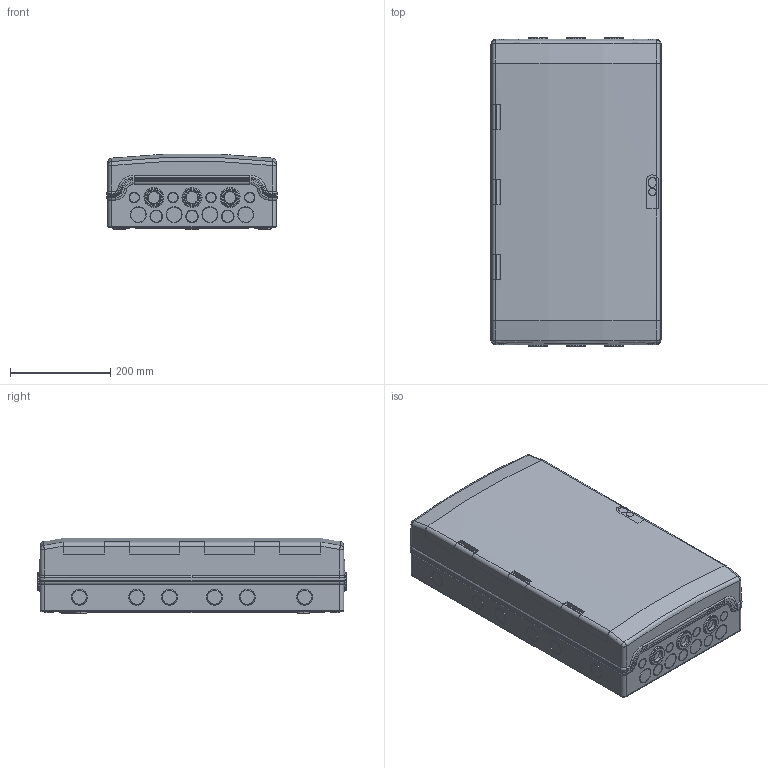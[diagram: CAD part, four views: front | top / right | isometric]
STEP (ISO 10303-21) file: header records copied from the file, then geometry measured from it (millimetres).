
FILE_DESCRIPTION (( 'STEP AP214' ), '1' );
FILE_NAME ('ﾙﾐﾍ-ﾏﾃ-36 IP65 (pb65-n-pg-36m).STEP', '2022-06-23T13:54:10', ( '' ), ( '' ), 'SwSTEP 2.0', 'SolidWorks 2021', '' );
FILE_SCHEMA (( 'AUTOMOTIVE_DESIGN' ));
Length unit declared in the file: millimetre
Products named in the file (12): DIN ðåéêà (pb65-n-pg-36m)_00; 体灬疣眄 忖钿 (pb65-n-pg-36m)_00; 侳緱鴇 瀁鋹膰豵鵨 (pb65-n-pg-36m)_00; Ïåòëÿ (pb65-n-pg-36m)_®¤­ ; Äåðæàòåëü (pb65-n-pg-36m)_00; Äåðæàòåëü øèíû (pb65-n-pg-36m)_00; ﾙﾐﾍ-ﾏﾃ-36 IP65 (pb65-n-pg-36m); ﾄ粢 (pb65-n-pg-36m)_00; Çàãëóøêà ïëàñòðîíà (pb65-n-pg-36m)_EKF_logo; Âåðõíèé ïîëóêîðïóñ (pb65-n-pg-36m)_00; Çàãëóøêà ïëàñòðîíà (pb65-n-pg-36m)_00; Äåðæàòåëü ðååê (pb65-n-pg-36m)
Assembly tree (30 placements, depth 2):
  ﾙﾐﾍ-ﾏﾃ-36 IP65 (pb65-n-pg-36m)
    侳緱鴇 瀁鋹膰豵鵨 (pb65-n-pg-36m)_00
    Âåðõíèé ïîëóêîðïóñ (pb65-n-pg-36m)_00
    ﾄ粢 (pb65-n-pg-36m)_00
    Äåðæàòåëü ðååê (pb65-n-pg-36m)
    DIN ðåéêà (pb65-n-pg-36m)_00  x3
    Äåðæàòåëü (pb65-n-pg-36m)_00  x8
    Äåðæàòåëü øèíû (pb65-n-pg-36m)_00  x2
    体灬疣眄 忖钿 (pb65-n-pg-36m)_00  x6
    Çàãëóøêà ïëàñòðîíà (pb65-n-pg-36m)_EKF_logo
    Çàãëóøêà ïëàñòðîíà (pb65-n-pg-36m)_00  x2
    Ïåòëÿ (pb65-n-pg-36m)_®¤­   x4
Bounding box: 340 x 617 x 151.48 mm (x, y, z)
Volume: 3822982.7 mm3; surface area: 2433455.8 mm2
Topology: 45 solids, 45 shells, 3262 faces, 8771 edges, 5735 vertices
Faces by surface type: plane 2139, cylinder 805, cone 148, torus 72, bspline 60, sphere 38
Entity records: 82250 total; most frequent: CARTESIAN_POINT 16784, ORIENTED_EDGE 13558, DIRECTION 13117, EDGE_CURVE 6779, VECTOR 5089, LINE 5089, VERTEX_POINT 4443, AXIS2_PLACEMENT_3D 4014
